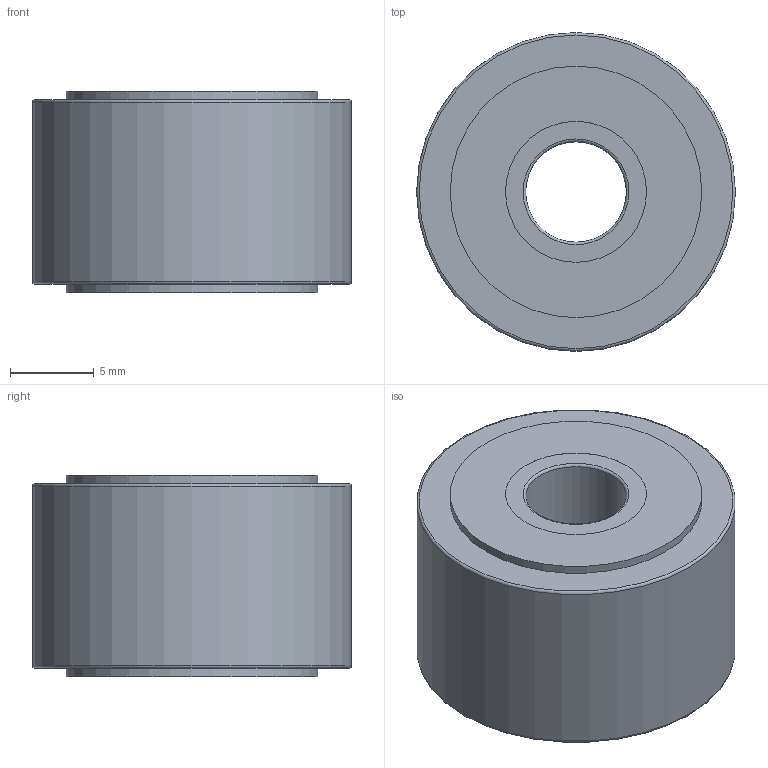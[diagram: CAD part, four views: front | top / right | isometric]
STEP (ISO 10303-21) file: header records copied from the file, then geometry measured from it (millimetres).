
FILE_DESCRIPTION(/* description */ ('CUSCINETTO RULLI NATR6-PPX'),/* implementation_level */ '2;1');
FILE_NAME(/* name */ 'DM80CUNATR6.stp',/* time_stamp */ '2022-07-20T10:40:13+02:00',/* author */ ('tecnico7'),/* organization */ (''),/* preprocessor_version */ 'ST-DEVELOPER v18.1',/* originating_system */ 'Autodesk Inventor 2022',/* authorisation */ '');
FILE_SCHEMA (('AUTOMOTIVE_DESIGN { 1 0 10303 214 3 1 1 }'));
Length unit declared in the file: millimetre
Products named in the file (1): DM80CUNATR6
Bounding box: 19 x 19 x 12 mm (x, y, z)
Volume: 2955.5 mm3; surface area: 1430.4 mm2
Topology: 1 solids, 1 shells, 20 faces, 36 edges, 24 vertices
Faces by surface type: plane 8, cylinder 8, torus 4
Full cylindrical faces by diameter (mm): 6 x1, 8.4 x2, 8.402 x2, 15 x2, 19 x1
Entity records: 566 total; most frequent: DIRECTION 106, CARTESIAN_POINT 81, ORIENTED_EDGE 72, AXIS2_PLACEMENT_3D 49, EDGE_CURVE 36, EDGE_LOOP 28, CIRCLE 28, VERTEX_POINT 24
